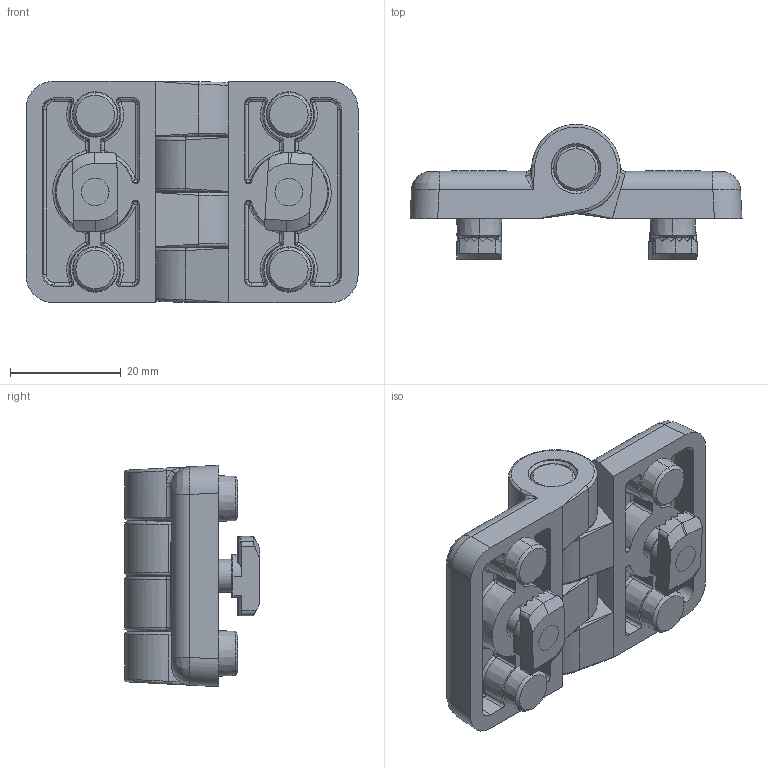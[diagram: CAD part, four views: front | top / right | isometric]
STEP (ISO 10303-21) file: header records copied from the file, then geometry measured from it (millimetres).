
FILE_DESCRIPTION (( 'STEP AP214' ), '1' );
FILE_NAME ('6228776', '2019-01-28T17:08:58', ( '' ), ('JUGARD+KÜNSTNER GmbH'), 'SwSTEP 2.0', 'SolidWorks 2017', '' );
FILE_SCHEMA (( 'AUTOMOTIVE_DESIGN' ));
Length unit declared in the file: inch
Products named in the file (1): 6228776
Bounding box: 60 x 24.4 x 40.01 mm (x, y, z)
Volume: 21235.5 mm3; surface area: 15043.7 mm2
Topology: 11 solids, 11 shells, 633 faces, 1600 edges, 996 vertices
Faces by surface type: cylinder 230, plane 159, cone 90, bspline 68, torus 58, sphere 28
Entity records: 24941 total; most frequent: CARTESIAN_POINT 10340, ORIENTED_EDGE 3172, DIRECTION 2878, EDGE_CURVE 1586, AXIS2_PLACEMENT_3D 1141, VERTEX_POINT 992, EDGE_LOOP 666, ADVANCED_FACE 633
